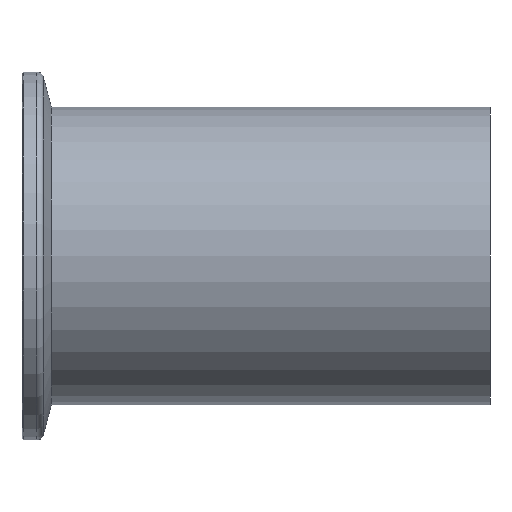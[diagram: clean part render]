
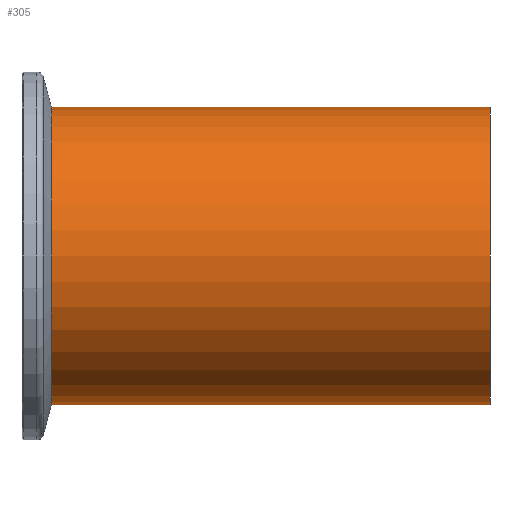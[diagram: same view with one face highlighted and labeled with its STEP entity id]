
A CAD part, left-side view. The second image highlights one B-rep face of the part: STEP entity #305.
In plain terms, the highlighted cylindrical face has radius 22.25 mm (diameter 44.5 mm), a partial arc.
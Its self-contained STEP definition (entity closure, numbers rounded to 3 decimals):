
#9 = CARTESIAN_POINT ( 'NONE',  ( 0., 65.593, 22.25 ) ) ;
#20 = DIRECTION ( 'NONE',  ( 0., 1., 0. ) ) ;
#66 = CARTESIAN_POINT ( 'NONE',  ( 0., 0., -22.25 ) ) ;
#83 = AXIS2_PLACEMENT_3D ( 'NONE', #311, #529, #348 ) ;
#103 = CARTESIAN_POINT ( 'NONE',  ( 0., 65.593, -22.25 ) ) ;
#112 = CARTESIAN_POINT ( 'NONE',  ( 0., 65.593, 0. ) ) ;
#116 = DIRECTION ( 'NONE',  ( 0., 1., 0. ) ) ;
#117 = VERTEX_POINT ( 'NONE', #345 ) ;
#135 = ORIENTED_EDGE ( 'NONE', *, *, #173, .T. ) ;
#155 = CIRCLE ( 'NONE', #83, 22.25 ) ;
#173 = EDGE_CURVE ( 'NONE', #117, #533, #355, .T. ) ;
#175 = LINE ( 'NONE', #514, #375 ) ;
#187 = EDGE_CURVE ( 'NONE', #456, #332, #175, .T. ) ;
#195 = DIRECTION ( 'NONE',  ( 0., 1., 0. ) ) ;
#228 = VECTOR ( 'NONE', #20, 1000. ) ;
#261 = AXIS2_PLACEMENT_3D ( 'NONE', #112, #195, #279 ) ;
#273 = DIRECTION ( 'NONE',  ( 0., 1., 0. ) ) ;
#279 = DIRECTION ( 'NONE',  ( 0., 0., 1. ) ) ;
#290 = DIRECTION ( 'NONE',  ( 0., 0., 1. ) ) ;
#291 = ORIENTED_EDGE ( 'NONE', *, *, #187, .F. ) ;
#292 = EDGE_CURVE ( 'NONE', #332, #533, #408, .T. ) ;
#302 = ORIENTED_EDGE ( 'NONE', *, *, #292, .F. ) ;
#305 = ADVANCED_FACE ( 'NONE', ( #320 ), #454, .T. ) ;
#311 = CARTESIAN_POINT ( 'NONE',  ( 0., 0., 0. ) ) ;
#320 = FACE_OUTER_BOUND ( 'NONE', #402, .T. ) ;
#332 = VERTEX_POINT ( 'NONE', #103 ) ;
#345 = CARTESIAN_POINT ( 'NONE',  ( 0., 0., 22.25 ) ) ;
#348 = DIRECTION ( 'NONE',  ( 0., 0., 1. ) ) ;
#355 = LINE ( 'NONE', #481, #228 ) ;
#375 = VECTOR ( 'NONE', #273, 1000. ) ;
#383 = EDGE_CURVE ( 'NONE', #456, #117, #155, .T. ) ;
#402 = EDGE_LOOP ( 'NONE', ( #291, #523, #135, #302 ) ) ;
#408 = CIRCLE ( 'NONE', #261, 22.25 ) ;
#454 = CYLINDRICAL_SURFACE ( 'NONE', #475, 22.25 ) ;
#456 = VERTEX_POINT ( 'NONE', #66 ) ;
#475 = AXIS2_PLACEMENT_3D ( 'NONE', #501, #116, #290 ) ;
#481 = CARTESIAN_POINT ( 'NONE',  ( 0., 50.906, 22.25 ) ) ;
#501 = CARTESIAN_POINT ( 'NONE',  ( 0., 50.906, 0. ) ) ;
#514 = CARTESIAN_POINT ( 'NONE',  ( 0., 50.906, -22.25 ) ) ;
#523 = ORIENTED_EDGE ( 'NONE', *, *, #383, .T. ) ;
#529 = DIRECTION ( 'NONE',  ( 0., 1., 0. ) ) ;
#533 = VERTEX_POINT ( 'NONE', #9 ) ;
